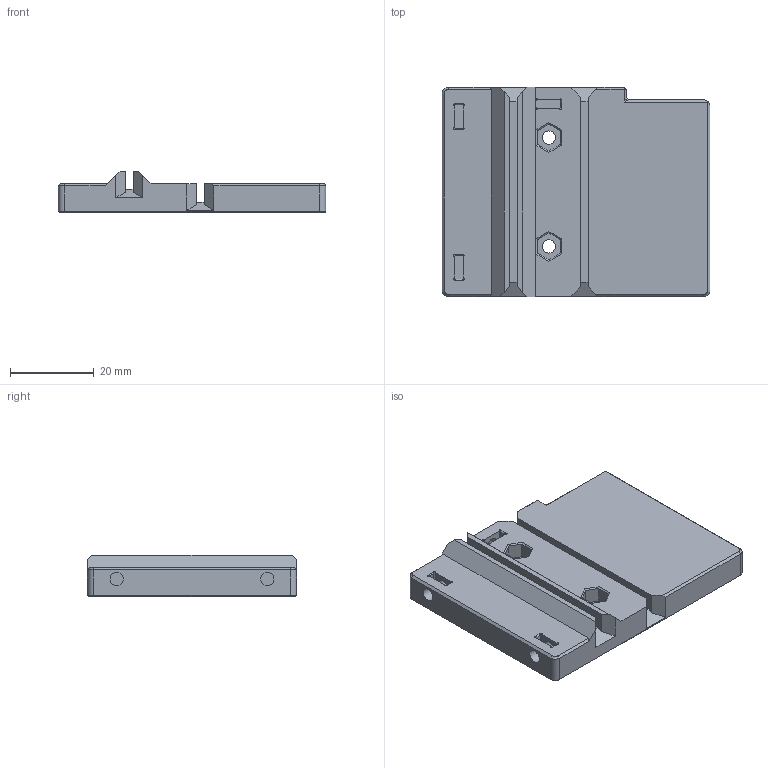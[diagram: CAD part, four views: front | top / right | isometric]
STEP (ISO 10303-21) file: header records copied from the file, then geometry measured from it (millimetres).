
FILE_DESCRIPTION(/* description */ (''),/* implementation_level */ '2;1');
FILE_NAME(/* name */ 'electronics-case-rail-l.stp',/* time_stamp */ '2023-12-19T11:14:58+01:00',/* author */ ('Dominik Tebich'),/* organization */ (''),/* preprocessor_version */ 'ST-DEVELOPER v19.2',/* originating_system */ 'Autodesk Inventor 2023',/* authorisation */ '');
FILE_SCHEMA (('AUTOMOTIVE_DESIGN { 1 0 10303 214 3 1 1 }'));
Length unit declared in the file: millimetre
Products named in the file (1): electronics-case-rail-l_R3
Bounding box: 64 x 50 x 10 mm (x, y, z)
Volume: 21440.9 mm3; surface area: 9384.1 mm2
Topology: 1 solids, 1 shells, 189 faces, 489 edges, 314 vertices
Faces by surface type: plane 123, bspline 33, cylinder 25, cone 8
Full cylindrical faces by diameter (mm): 3.2 x9
Entity records: 6111 total; most frequent: CARTESIAN_POINT 1608, ORIENTED_EDGE 978, DIRECTION 808, EDGE_CURVE 489, LINE 348, VECTOR 348, VERTEX_POINT 314, AXIS2_PLACEMENT_3D 230
